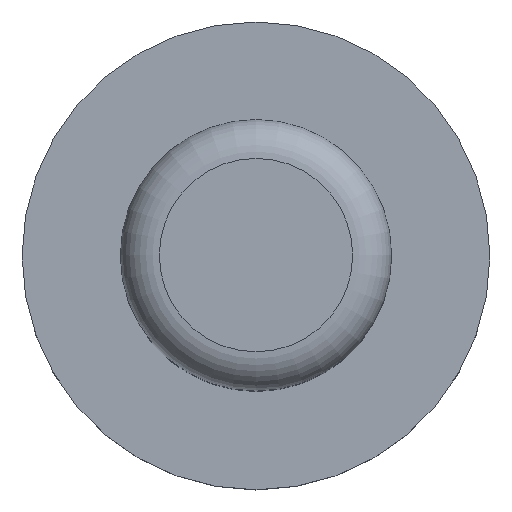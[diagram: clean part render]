
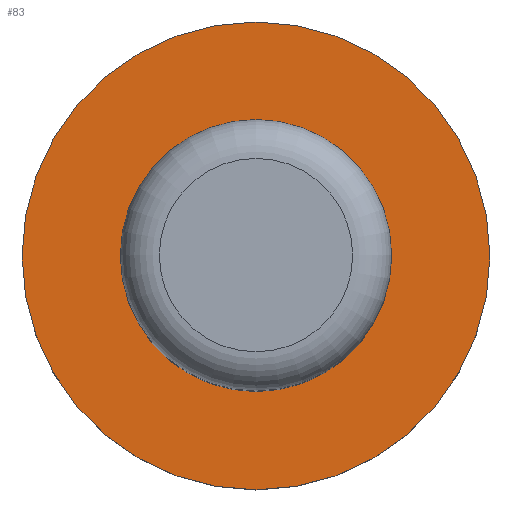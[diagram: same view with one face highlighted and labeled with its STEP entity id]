
A CAD part, top view. The second image highlights one B-rep face of the part: STEP entity #83.
In plain terms, the highlighted planar face has unit normal (0, 0, 1).
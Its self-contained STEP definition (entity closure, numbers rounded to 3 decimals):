
#15=FACE_BOUND('',#36,.T.);
#17=PLANE('',#110);
#29=FACE_OUTER_BOUND('',#35,.T.);
#35=EDGE_LOOP('',(#75));
#36=EDGE_LOOP('',(#76));
#42=CIRCLE('',#105,1.74);
#43=CIRCLE('',#108,3.);
#48=VERTEX_POINT('',#152);
#49=VERTEX_POINT('',#157);
#56=EDGE_CURVE('',#48,#48,#42,.T.);
#57=EDGE_CURVE('',#49,#49,#43,.T.);
#75=ORIENTED_EDGE('',*,*,#57,.T.);
#76=ORIENTED_EDGE('',*,*,#56,.T.);
#83=ADVANCED_FACE('',(#29,#15),#17,.T.);
#105=AXIS2_PLACEMENT_3D('',#154,#127,#128);
#108=AXIS2_PLACEMENT_3D('',#158,#133,#134);
#110=AXIS2_PLACEMENT_3D('',#162,#138,#139);
#127=DIRECTION('center_axis',(0.,0.,
-1.));
#128=DIRECTION('ref_axis',(-1.,0.,0.));
#133=DIRECTION('center_axis',(0.,0.,1.));
#134=DIRECTION('ref_axis',(-1.,0.,0.));
#138=DIRECTION('center_axis',(0.,0.,1.));
#139=DIRECTION('ref_axis',(-1.,0.,0.));
#152=CARTESIAN_POINT('',(-26.835,28.565,6.9));
#154=CARTESIAN_POINT('Origin',(-28.575,28.565,6.9));
#157=CARTESIAN_POINT('',(-25.575,28.565,6.9));
#158=CARTESIAN_POINT('Origin',(-28.575,28.565,6.9));
#162=CARTESIAN_POINT('Origin',(-28.575,28.565,6.9));
